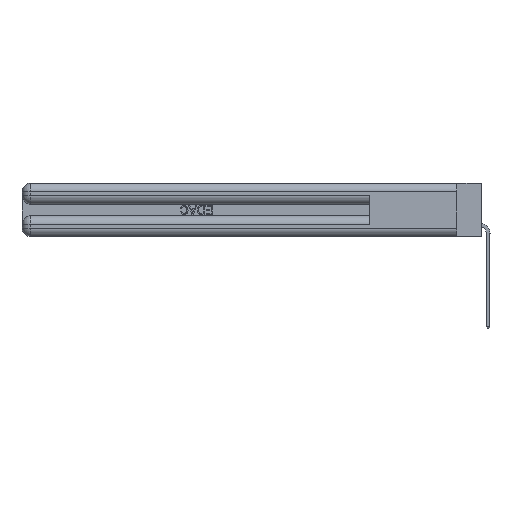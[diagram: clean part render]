
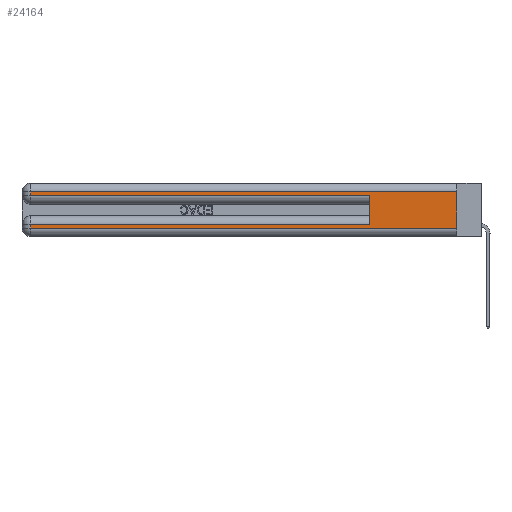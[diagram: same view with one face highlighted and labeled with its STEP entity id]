
A CAD part, left-side view. The second image highlights one B-rep face of the part: STEP entity #24164.
In plain terms, the highlighted planar face has unit normal (-1, 0, 0).
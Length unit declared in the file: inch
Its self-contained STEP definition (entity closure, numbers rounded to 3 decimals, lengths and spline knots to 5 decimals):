
#515 = ORIENTED_EDGE ( 'NONE', *, *, #3366, .F. ) ;
#2403 = DIRECTION ( 'NONE',  ( 0., -1., 0. ) ) ;
#2883 = VERTEX_POINT ( 'NONE', #30881 ) ;
#3366 = EDGE_CURVE ( 'NONE', #37032, #6650, #20543, .T. ) ;
#4151 = EDGE_CURVE ( 'NONE', #37606, #2883, #46357, .T. ) ;
#5898 = VERTEX_POINT ( 'NONE', #43624 ) ;
#6086 = EDGE_CURVE ( 'NONE', #32080, #6650, #24184, .T. ) ;
#6650 = VERTEX_POINT ( 'NONE', #53568 ) ;
#7034 = AXIS2_PLACEMENT_3D ( 'NONE', #45732, #28053, #36961 ) ;
#7303 = CARTESIAN_POINT ( 'NONE',  ( 0., 0., 0.31 ) ) ;
#8448 = CARTESIAN_POINT ( 'NONE',  ( 0., 2.94, 0.085 ) ) ;
#9848 = LINE ( 'NONE', #39888, #51016 ) ;
#11260 = DIRECTION ( 'NONE',  ( 0., 0., -1. ) ) ;
#11965 = ORIENTED_EDGE ( 'NONE', *, *, #33659, .T. ) ;
#12554 = EDGE_CURVE ( 'NONE', #39394, #5898, #51502, .T. ) ;
#12664 = CARTESIAN_POINT ( 'NONE',  ( 0., 0., 0.31 ) ) ;
#15181 = LINE ( 'NONE', #15596, #19130 ) ;
#15581 = CARTESIAN_POINT ( 'NONE',  ( 0., 2.94, 0.37 ) ) ;
#15596 = CARTESIAN_POINT ( 'NONE',  ( 0., 0., 0.085 ) ) ;
#16030 = VERTEX_POINT ( 'NONE', #51207 ) ;
#17325 = EDGE_CURVE ( 'NONE', #16030, #32080, #9848, .T. ) ;
#19130 = VECTOR ( 'NONE', #53756, 39.37008 ) ;
#19517 = DIRECTION ( 'NONE',  ( 0., 0., -1. ) ) ;
#20543 = LINE ( 'NONE', #21859, #42446 ) ;
#20660 = CARTESIAN_POINT ( 'NONE',  ( 0., 0.6, 0.085 ) ) ;
#21859 = CARTESIAN_POINT ( 'NONE',  ( 0., 0.6, 0.145 ) ) ;
#22502 = FACE_OUTER_BOUND ( 'NONE', #23786, .T. ) ;
#23786 = EDGE_LOOP ( 'NONE', ( #40411, #50972, #49554, #44453, #515, #30125, #45359, #11965 ) ) ;
#24164 = ADVANCED_FACE ( 'NONE', ( #22502 ), #24174, .F. ) ;
#24174 = PLANE ( 'NONE',  #7034 ) ;
#24184 = LINE ( 'NONE', #40222, #40804 ) ;
#24925 = EDGE_CURVE ( 'NONE', #37032, #39394, #15181, .T. ) ;
#26250 = LINE ( 'NONE', #52978, #36948 ) ;
#27831 = CARTESIAN_POINT ( 'NONE',  ( 0., 0., 0.37 ) ) ;
#28053 = DIRECTION ( 'NONE',  ( 1., 0., 0. ) ) ;
#30125 = ORIENTED_EDGE ( 'NONE', *, *, #24925, .T. ) ;
#30881 = CARTESIAN_POINT ( 'NONE',  ( 0., 0., 0.06 ) ) ;
#32080 = VERTEX_POINT ( 'NONE', #36162 ) ;
#32763 = VECTOR ( 'NONE', #42517, 39.37008 ) ;
#33659 = EDGE_CURVE ( 'NONE', #5898, #2883, #26250, .T. ) ;
#36120 = DIRECTION ( 'NONE',  ( 0., -1., 0. ) ) ;
#36162 = CARTESIAN_POINT ( 'NONE',  ( 0., 2.94, 0.285 ) ) ;
#36948 = VECTOR ( 'NONE', #2403, 39.37008 ) ;
#36961 = DIRECTION ( 'NONE',  ( 0., 0., -1. ) ) ;
#37032 = VERTEX_POINT ( 'NONE', #20660 ) ;
#37606 = VERTEX_POINT ( 'NONE', #7303 ) ;
#39394 = VERTEX_POINT ( 'NONE', #8448 ) ;
#39888 = CARTESIAN_POINT ( 'NONE',  ( 0., 2.94, 0.37 ) ) ;
#40222 = CARTESIAN_POINT ( 'NONE',  ( 0., 0., 0.285 ) ) ;
#40268 = VECTOR ( 'NONE', #11260, 39.37008 ) ;
#40411 = ORIENTED_EDGE ( 'NONE', *, *, #4151, .F. ) ;
#40804 = VECTOR ( 'NONE', #36120, 39.37008 ) ;
#41428 = LINE ( 'NONE', #12664, #32763 ) ;
#42446 = VECTOR ( 'NONE', #44479, 39.37008 ) ;
#42517 = DIRECTION ( 'NONE',  ( 0., 1., 0. ) ) ;
#43624 = CARTESIAN_POINT ( 'NONE',  ( 0., 2.94, 0.06 ) ) ;
#44358 = DIRECTION ( 'NONE',  ( 0., 0., -1. ) ) ;
#44453 = ORIENTED_EDGE ( 'NONE', *, *, #6086, .T. ) ;
#44479 = DIRECTION ( 'NONE',  ( 0., 0., 1. ) ) ;
#45359 = ORIENTED_EDGE ( 'NONE', *, *, #12554, .T. ) ;
#45732 = CARTESIAN_POINT ( 'NONE',  ( 0., 0., 0.37 ) ) ;
#46357 = LINE ( 'NONE', #27831, #52890 ) ;
#48160 = EDGE_CURVE ( 'NONE', #37606, #16030, #41428, .T. ) ;
#49554 = ORIENTED_EDGE ( 'NONE', *, *, #17325, .T. ) ;
#50972 = ORIENTED_EDGE ( 'NONE', *, *, #48160, .T. ) ;
#51016 = VECTOR ( 'NONE', #44358, 39.37008 ) ;
#51207 = CARTESIAN_POINT ( 'NONE',  ( 0., 2.94, 0.31 ) ) ;
#51502 = LINE ( 'NONE', #15581, #40268 ) ;
#52890 = VECTOR ( 'NONE', #19517, 39.37008 ) ;
#52978 = CARTESIAN_POINT ( 'NONE',  ( 0., 0., 0.06 ) ) ;
#53568 = CARTESIAN_POINT ( 'NONE',  ( 0., 0.6, 0.285 ) ) ;
#53756 = DIRECTION ( 'NONE',  ( 0., 1., 0. ) ) ;
